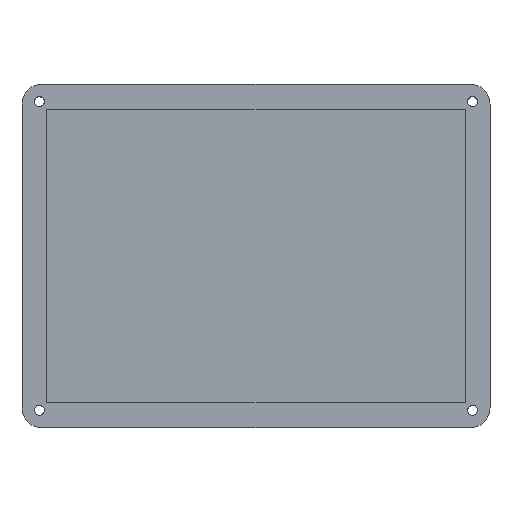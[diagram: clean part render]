
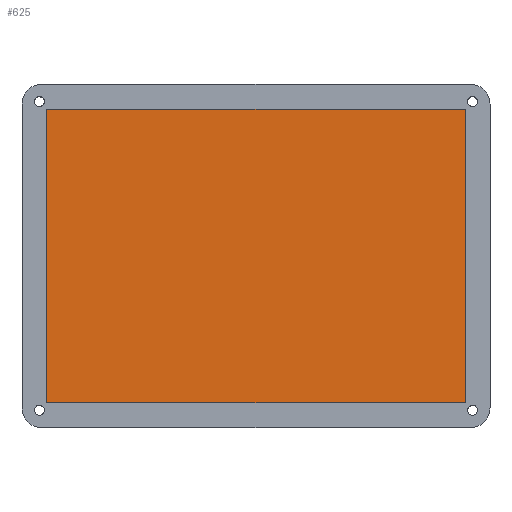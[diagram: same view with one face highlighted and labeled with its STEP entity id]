
A CAD part, top view. The second image highlights one B-rep face of the part: STEP entity #625.
In plain terms, the highlighted planar face has unit normal (0, 0, 1).
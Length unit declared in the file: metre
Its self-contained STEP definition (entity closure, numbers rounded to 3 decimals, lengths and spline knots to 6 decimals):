
#148=ORIENTED_EDGE('',*,*,#292,.F.);
#149=ORIENTED_EDGE('',*,*,#260,.T.);
#150=ORIENTED_EDGE('',*,*,#295,.T.);
#151=ORIENTED_EDGE('',*,*,#298,.F.);
#260=EDGE_CURVE('',#352,#353,#412,.T.);
#292=EDGE_CURVE('',#352,#384,#432,.T.);
#295=EDGE_CURVE('',#353,#386,#435,.T.);
#298=EDGE_CURVE('',#384,#386,#438,.T.);
#352=VERTEX_POINT('',#917);
#353=VERTEX_POINT('',#918);
#384=VERTEX_POINT('',#984);
#386=VERTEX_POINT('',#990);
#412=LINE('',#916,#460);
#432=LINE('',#983,#480);
#435=LINE('',#989,#483);
#438=LINE('',#995,#486);
#460=VECTOR('',#734,1.);
#480=VECTOR('',#784,1.);
#483=VECTOR('',#789,1.);
#486=VECTOR('',#794,1.);
#525=EDGE_LOOP('',(#148,#149,#150,#151));
#571=FACE_BOUND('',#525,.T.);
#610=PLANE('',#693);
#625=ADVANCED_FACE('',(#571),#610,.T.);
#693=AXIS2_PLACEMENT_3D('',#1037,#832,#833);
#734=DIRECTION('',(-1.,0.,0.));
#784=DIRECTION('',(0.,-1.,0.));
#789=DIRECTION('',(0.,-1.,0.));
#794=DIRECTION('',(-1.,0.,0.));
#832=DIRECTION('',(0.,0.,1.));
#833=DIRECTION('',(1.,0.,0.));
#916=CARTESIAN_POINT('',(0.,0.0295,0.002));
#917=CARTESIAN_POINT('',(0.042,0.0295,0.002));
#918=CARTESIAN_POINT('',(-0.042,0.0295,0.002));
#983=CARTESIAN_POINT('',(0.042,0.,0.002));
#984=CARTESIAN_POINT('',(0.042,-0.0295,0.002));
#989=CARTESIAN_POINT('',(-0.042,0.,0.002));
#990=CARTESIAN_POINT('',(-0.042,-0.0295,0.002));
#995=CARTESIAN_POINT('',(0.,-0.0295,0.002));
#1037=CARTESIAN_POINT('',(0.,0.,0.002));
